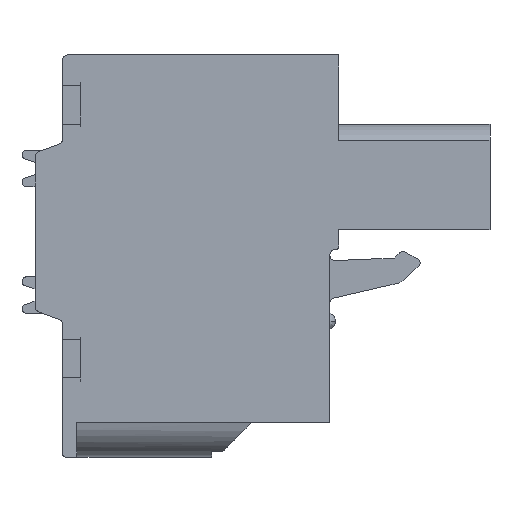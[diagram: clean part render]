
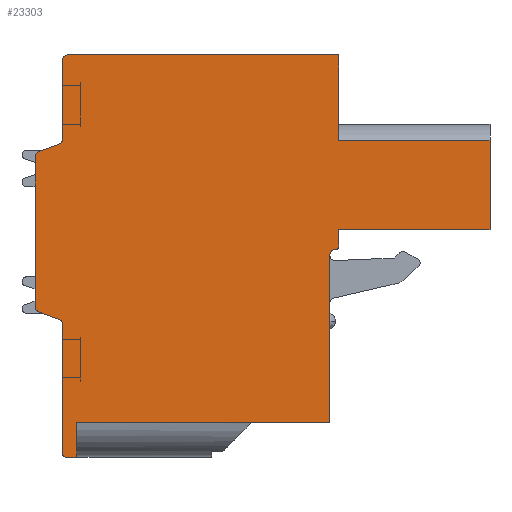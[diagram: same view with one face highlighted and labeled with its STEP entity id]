
A CAD part, front view. The second image highlights one B-rep face of the part: STEP entity #23303.
In plain terms, the highlighted planar face has unit normal (0, -1, 0).
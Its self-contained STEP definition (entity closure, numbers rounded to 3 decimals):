
#2103=DIRECTION('',(0.,0.,1.));
#2104=VECTOR('',#2103,4.7);
#2105=CARTESIAN_POINT('',(4.181,-91.34,6.775));
#2106=LINE('',#2105,#2104);
#2268=DIRECTION('',(-1.,0.,0.));
#2269=VECTOR('',#2268,8.3);
#2270=CARTESIAN_POINT('',(12.481,-91.34,6.775));
#2271=LINE('',#2270,#2269);
#2272=DIRECTION('',(0.,0.,-1.));
#2273=VECTOR('',#2272,4.9);
#2274=CARTESIAN_POINT('',(12.481,-91.34,6.775));
#2275=LINE('',#2274,#2273);
#2276=DIRECTION('',(-1.,0.,0.));
#2277=VECTOR('',#2276,8.3);
#2278=CARTESIAN_POINT('',(12.481,-91.34,1.875));
#2279=LINE('',#2278,#2277);
#2280=DIRECTION('',(0.,0.,-1.));
#2281=VECTOR('',#2280,0.901);
#2282=CARTESIAN_POINT('',(4.181,-91.34,1.875));
#2283=LINE('',#2282,#2281);
#2284=CARTESIAN_POINT('',(3.981,-91.34,0.974));
#2285=DIRECTION('',(0.,1.,0.));
#2286=DIRECTION('',(1.,0.,0.));
#2287=AXIS2_PLACEMENT_3D('',#2284,#2285,#2286);
#2289=CARTESIAN_POINT('',(3.981,-91.34,0.474));
#2290=DIRECTION('',(0.,-1.,0.));
#2291=DIRECTION('',(0.,0.,1.));
#2292=AXIS2_PLACEMENT_3D('',#2289,#2290,#2291);
#2294=DIRECTION('',(-1.,0.,0.));
#2295=VECTOR('',#2294,13.9);
#2296=CARTESIAN_POINT('',(3.681,-91.34,-8.725));
#2297=LINE('',#2296,#2295);
#2298=DIRECTION('',(0.,0.,-1.));
#2299=VECTOR('',#2298,1.9);
#2300=CARTESIAN_POINT('',(-10.219,-91.34,-8.725));
#2301=LINE('',#2300,#2299);
#2302=DIRECTION('',(-1.,0.,0.));
#2303=VECTOR('',#2302,0.6);
#2304=CARTESIAN_POINT('',(-10.219,-91.34,-10.625));
#2305=LINE('',#2304,#2303);
#2306=CARTESIAN_POINT('',(-10.819,-91.34,-10.425));
#2307=DIRECTION('',(0.,1.,0.));
#2308=DIRECTION('',(0.,0.,-1.));
#2309=AXIS2_PLACEMENT_3D('',#2306,#2307,#2308);
#2311=DIRECTION('',(0.,0.,1.));
#2312=VECTOR('',#2311,7.095);
#2313=CARTESIAN_POINT('',(-11.019,-91.34,-10.425));
#2314=LINE('',#2313,#2312);
#2315=CARTESIAN_POINT('',(-11.319,-91.34,-3.33));
#2316=DIRECTION('',(0.,-1.,0.));
#2317=DIRECTION('',(1.,0.,0.));
#2318=AXIS2_PLACEMENT_3D('',#2315,#2316,#2317);
#2320=DIRECTION('',(-0.94,0.,0.342));
#2321=VECTOR('',#2320,1.176);
#2322=CARTESIAN_POINT('',(-11.216,-91.34,-3.048));
#2323=LINE('',#2322,#2321);
#2324=CARTESIAN_POINT('',(-12.219,-91.34,-2.364));
#2325=DIRECTION('',(0.,1.,0.));
#2326=DIRECTION('',(-0.342,0.,-0.94));
#2327=AXIS2_PLACEMENT_3D('',#2324,#2325,#2326);
#2329=DIRECTION('',(0.,0.,1.));
#2330=VECTOR('',#2329,8.238);
#2331=CARTESIAN_POINT('',(-12.519,-91.34,-2.364));
#2332=LINE('',#2331,#2330);
#2333=CARTESIAN_POINT('',(-12.219,-91.34,5.874));
#2334=DIRECTION('',(0.,1.,0.));
#2335=DIRECTION('',(-1.,0.,0.));
#2336=AXIS2_PLACEMENT_3D('',#2333,#2334,#2335);
#2338=DIRECTION('',(0.94,0.,0.342));
#2339=VECTOR('',#2338,1.176);
#2340=CARTESIAN_POINT('',(-12.321,-91.34,6.156));
#2341=LINE('',#2340,#2339);
#2342=CARTESIAN_POINT('',(-11.319,-91.34,6.84));
#2343=DIRECTION('',(0.,-1.,0.));
#2344=DIRECTION('',(0.342,0.,-0.94));
#2345=AXIS2_PLACEMENT_3D('',#2342,#2343,#2344);
#2347=DIRECTION('',(0.,0.,1.));
#2348=VECTOR('',#2347,4.335);
#2349=CARTESIAN_POINT('',(-11.019,-91.34,6.84));
#2350=LINE('',#2349,#2348);
#2351=CARTESIAN_POINT('',(-10.719,-91.34,11.175));
#2352=DIRECTION('',(0.,1.,0.));
#2353=DIRECTION('',(-1.,0.,0.));
#2354=AXIS2_PLACEMENT_3D('',#2351,#2352,#2353);
#2356=DIRECTION('',(1.,0.,0.));
#2357=VECTOR('',#2356,14.9);
#2358=CARTESIAN_POINT('',(-10.719,-91.34,11.475));
#2359=LINE('',#2358,#2357);
#3380=DIRECTION('',(0.,0.,1.));
#3381=VECTOR('',#3380,9.199);
#3382=CARTESIAN_POINT('',(3.681,-91.34,-8.725));
#3383=LINE('',#3382,#3381);
#16604=CARTESIAN_POINT('',(-12.519,-91.34,-2.364));
#16605=CARTESIAN_POINT('',(-12.519,-91.34,5.874));
#16606=VERTEX_POINT('',#16604);
#16607=VERTEX_POINT('',#16605);
#16608=CARTESIAN_POINT('',(-12.321,-91.34,6.156));
#16609=VERTEX_POINT('',#16608);
#16610=CARTESIAN_POINT('',(-11.216,-91.34,6.558));
#16611=VERTEX_POINT('',#16610);
#16612=CARTESIAN_POINT('',(-11.019,-91.34,6.84));
#16613=VERTEX_POINT('',#16612);
#16614=CARTESIAN_POINT('',(-11.019,-91.34,11.175));
#16615=VERTEX_POINT('',#16614);
#16616=CARTESIAN_POINT('',(-10.719,-91.34,11.475));
#16617=VERTEX_POINT('',#16616);
#16618=CARTESIAN_POINT('',(4.181,-91.34,11.475));
#16619=VERTEX_POINT('',#16618);
#16620=CARTESIAN_POINT('',(3.681,-91.34,-8.725));
#16621=CARTESIAN_POINT('',(-10.219,-91.34,-8.725));
#16622=VERTEX_POINT('',#16620);
#16623=VERTEX_POINT('',#16621);
#16624=CARTESIAN_POINT('',(-10.219,-91.34,-10.625));
#16625=VERTEX_POINT('',#16624);
#16626=CARTESIAN_POINT('',(-10.819,-91.34,-10.625));
#16627=VERTEX_POINT('',#16626);
#16628=CARTESIAN_POINT('',(-11.019,-91.34,-10.425));
#16629=VERTEX_POINT('',#16628);
#16630=CARTESIAN_POINT('',(-11.019,-91.34,-3.33));
#16631=VERTEX_POINT('',#16630);
#16632=CARTESIAN_POINT('',(-11.216,-91.34,-3.048));
#16633=VERTEX_POINT('',#16632);
#16634=CARTESIAN_POINT('',(-12.321,-91.34,-2.646));
#16635=VERTEX_POINT('',#16634);
#16646=CARTESIAN_POINT('',(4.181,-91.34,0.974));
#16647=CARTESIAN_POINT('',(3.981,-91.34,0.774));
#16648=VERTEX_POINT('',#16646);
#16649=VERTEX_POINT('',#16647);
#16650=CARTESIAN_POINT('',(4.181,-91.34,1.875));
#16651=VERTEX_POINT('',#16650);
#16652=CARTESIAN_POINT('',(3.681,-91.34,0.474));
#16653=VERTEX_POINT('',#16652);
#16654=CARTESIAN_POINT('',(12.481,-91.34,1.875));
#16655=VERTEX_POINT('',#16654);
#17889=CARTESIAN_POINT('',(4.181,-91.34,6.775));
#17891=VERTEX_POINT('',#17889);
#17894=CARTESIAN_POINT('',(12.481,-91.34,6.775));
#17895=VERTEX_POINT('',#17894);
#23253=CARTESIAN_POINT('',(0.,-91.34,0.));
#23254=DIRECTION('',(0.,1.,0.));
#23255=DIRECTION('',(1.,0.,0.));
#23256=AXIS2_PLACEMENT_3D('',#23253,#23254,#23255);
#23257=PLANE('',#23256);
#23258=ORIENTED_EDGE('',*,*,#23164,.F.);
#23259=ORIENTED_EDGE('',*,*,#21901,.T.);
#23261=ORIENTED_EDGE('',*,*,#23260,.T.);
#23263=ORIENTED_EDGE('',*,*,#23262,.T.);
#23265=ORIENTED_EDGE('',*,*,#23264,.T.);
#23267=ORIENTED_EDGE('',*,*,#23266,.T.);
#23269=ORIENTED_EDGE('',*,*,#23268,.F.);
#23271=ORIENTED_EDGE('',*,*,#23270,.T.);
#23273=ORIENTED_EDGE('',*,*,#23272,.T.);
#23275=ORIENTED_EDGE('',*,*,#23274,.T.);
#23277=ORIENTED_EDGE('',*,*,#23276,.T.);
#23279=ORIENTED_EDGE('',*,*,#23278,.T.);
#23281=ORIENTED_EDGE('',*,*,#23280,.T.);
#23283=ORIENTED_EDGE('',*,*,#23282,.T.);
#23285=ORIENTED_EDGE('',*,*,#23284,.T.);
#23287=ORIENTED_EDGE('',*,*,#23286,.T.);
#23289=ORIENTED_EDGE('',*,*,#23288,.T.);
#23291=ORIENTED_EDGE('',*,*,#23290,.T.);
#23293=ORIENTED_EDGE('',*,*,#23292,.T.);
#23295=ORIENTED_EDGE('',*,*,#23294,.T.);
#23297=ORIENTED_EDGE('',*,*,#23296,.T.);
#23299=ORIENTED_EDGE('',*,*,#23298,.T.);
#23300=ORIENTED_EDGE('',*,*,#23178,.F.);
#23301=EDGE_LOOP('',(#23258,#23259,#23261,#23263,#23265,#23267,#23269,#23271,
#23273,#23275,#23277,#23279,#23281,#23283,#23285,#23287,#23289,#23291,#23293,
#23295,#23297,#23299,#23300));
#23302=FACE_OUTER_BOUND('',#23301,.F.);
#23303=ADVANCED_FACE('',(#23302),#23257,.F.);
#2288=CIRCLE('',#2287,0.2);
#2293=CIRCLE('',#2292,0.3);
#2310=CIRCLE('',#2309,0.2);
#2319=CIRCLE('',#2318,0.3);
#2328=CIRCLE('',#2327,0.3);
#2337=CIRCLE('',#2336,0.3);
#2346=CIRCLE('',#2345,0.3);
#2355=CIRCLE('',#2354,0.3);
#21901=EDGE_CURVE('',#17895,#16655,#2275,.T.);
#23164=EDGE_CURVE('',#17895,#17891,#2271,.T.);
#23178=EDGE_CURVE('',#17891,#16619,#2106,.T.);
#23260=EDGE_CURVE('',#16655,#16651,#2279,.T.);
#23262=EDGE_CURVE('',#16651,#16648,#2283,.T.);
#23264=EDGE_CURVE('',#16648,#16649,#2288,.T.);
#23266=EDGE_CURVE('',#16649,#16653,#2293,.T.);
#23268=EDGE_CURVE('',#16622,#16653,#3383,.T.);
#23270=EDGE_CURVE('',#16622,#16623,#2297,.T.);
#23272=EDGE_CURVE('',#16623,#16625,#2301,.T.);
#23274=EDGE_CURVE('',#16625,#16627,#2305,.T.);
#23276=EDGE_CURVE('',#16627,#16629,#2310,.T.);
#23278=EDGE_CURVE('',#16629,#16631,#2314,.T.);
#23280=EDGE_CURVE('',#16631,#16633,#2319,.T.);
#23282=EDGE_CURVE('',#16633,#16635,#2323,.T.);
#23284=EDGE_CURVE('',#16635,#16606,#2328,.T.);
#23286=EDGE_CURVE('',#16606,#16607,#2332,.T.);
#23288=EDGE_CURVE('',#16607,#16609,#2337,.T.);
#23290=EDGE_CURVE('',#16609,#16611,#2341,.T.);
#23292=EDGE_CURVE('',#16611,#16613,#2346,.T.);
#23294=EDGE_CURVE('',#16613,#16615,#2350,.T.);
#23296=EDGE_CURVE('',#16615,#16617,#2355,.T.);
#23298=EDGE_CURVE('',#16617,#16619,#2359,.T.);
